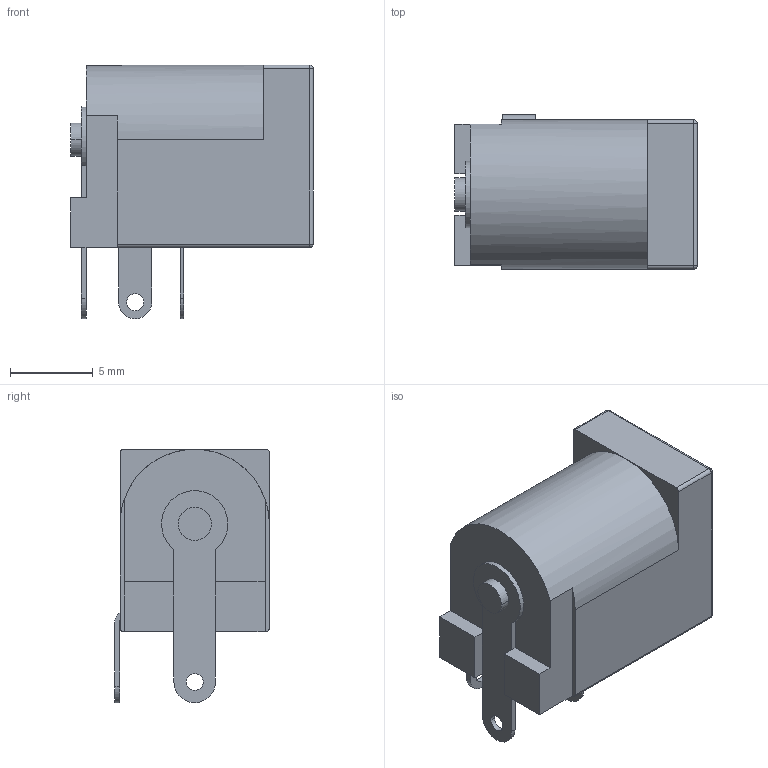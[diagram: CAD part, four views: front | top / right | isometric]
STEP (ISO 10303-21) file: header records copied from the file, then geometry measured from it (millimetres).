
FILE_DESCRIPTION(('CATIA V5 STEP Exchange'),'2;1');
FILE_NAME('EJ503B-ND.stp','2017-09-06T13:03:44+00:00',('none'),('none'),'CATIA Version 5 Release 19 GA (IN-10)','CATIA V5 STEP AP203','none');
FILE_SCHEMA(('CONFIG_CONTROL_DESIGN'));
Length unit declared in the file: millimetre
Products named in the file (1): EJ503B-ND
Bounding box: 14.62 x 9.32 x 15.3 mm (x, y, z)
Volume: 1119.2 mm3; surface area: 1017.5 mm2
Topology: 1 solids, 1 shells, 69 faces, 173 edges, 107 vertices
Faces by surface type: plane 35, cylinder 30, sphere 4
Entity records: 1921 total; most frequent: ORIENTED_EDGE 338, CARTESIAN_POINT 326, DIRECTION 267, EDGE_CURVE 169, AXIS2_PLACEMENT_3D 113, VERTEX_POINT 107, VECTOR 106, LINE 106
